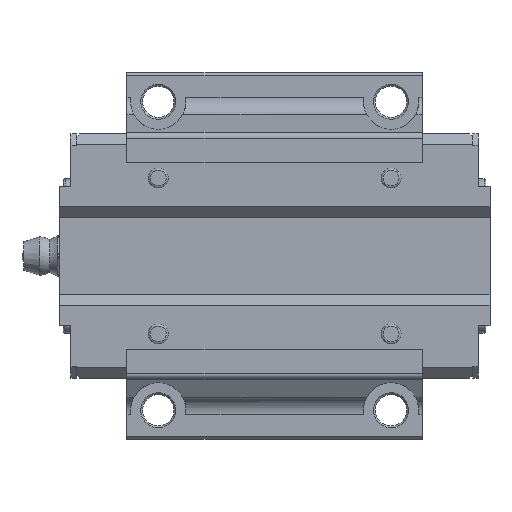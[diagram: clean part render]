
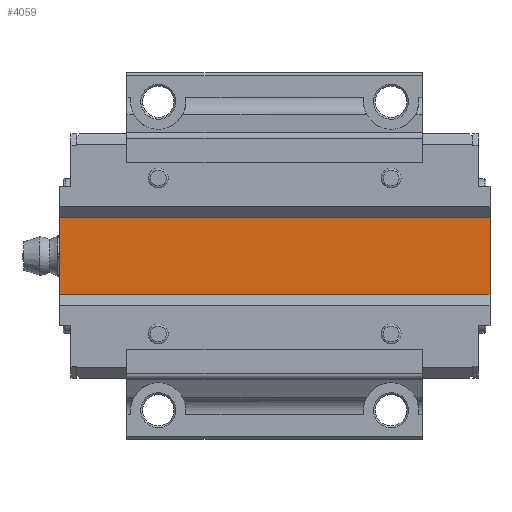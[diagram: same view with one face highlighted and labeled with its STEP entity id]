
A CAD part, front view. The second image highlights one B-rep face of the part: STEP entity #4059.
In plain terms, the highlighted planar face has unit normal (0, -1, 0).
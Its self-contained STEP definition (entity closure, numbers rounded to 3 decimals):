
#248=LINE('',#6164,#658);
#262=LINE('',#6200,#672);
#416=LINE('',#6680,#826);
#417=LINE('',#6682,#827);
#658=VECTOR('',#4859,1000.);
#672=VECTOR('',#4883,1000.);
#826=VECTOR('',#5347,1000.);
#827=VECTOR('',#5350,1000.);
#1005=PLANE('',#4414);
#1945=ORIENTED_EDGE('',*,*,#2454,.F.);
#1946=ORIENTED_EDGE('',*,*,#2694,.F.);
#1947=ORIENTED_EDGE('',*,*,#2472,.T.);
#1948=ORIENTED_EDGE('',*,*,#2695,.T.);
#2454=EDGE_CURVE('',#2966,#2967,#248,.T.);
#2472=EDGE_CURVE('',#2984,#2983,#262,.T.);
#2694=EDGE_CURVE('',#2984,#2966,#416,.T.);
#2695=EDGE_CURVE('',#2983,#2967,#417,.T.);
#2966=VERTEX_POINT('',#6163);
#2967=VERTEX_POINT('',#6165);
#2983=VERTEX_POINT('',#6199);
#2984=VERTEX_POINT('',#6201);
#3484=EDGE_LOOP('',(#1945,#1946,#1947,#1948));
#3788=FACE_BOUND('',#3484,.T.);
#4059=ADVANCED_FACE('',(#3788),#1005,.T.);
#4414=AXIS2_PLACEMENT_3D('',#6681,#5348,#5349);
#4859=DIRECTION('',(0.,0.,1.));
#4883=DIRECTION('',(0.,0.,1.));
#5347=DIRECTION('',(-1.,0.,0.));
#5348=DIRECTION('',(0.,-1.,0.));
#5349=DIRECTION('',(0.,0.,-1.));
#5350=DIRECTION('',(-1.,0.,0.));
#6163=CARTESIAN_POINT('',(-37.,14.,-7.16));
#6164=CARTESIAN_POINT('',(-37.,14.,-7.16));
#6165=CARTESIAN_POINT('',(-37.,14.,7.16));
#6199=CARTESIAN_POINT('',(37.,14.,7.16));
#6200=CARTESIAN_POINT('',(37.,14.,-7.16));
#6201=CARTESIAN_POINT('',(37.,14.,-7.16));
#6680=CARTESIAN_POINT('',(37.,14.,-7.16));
#6681=CARTESIAN_POINT('',(37.,14.,-7.16));
#6682=CARTESIAN_POINT('',(37.,14.,7.16));
